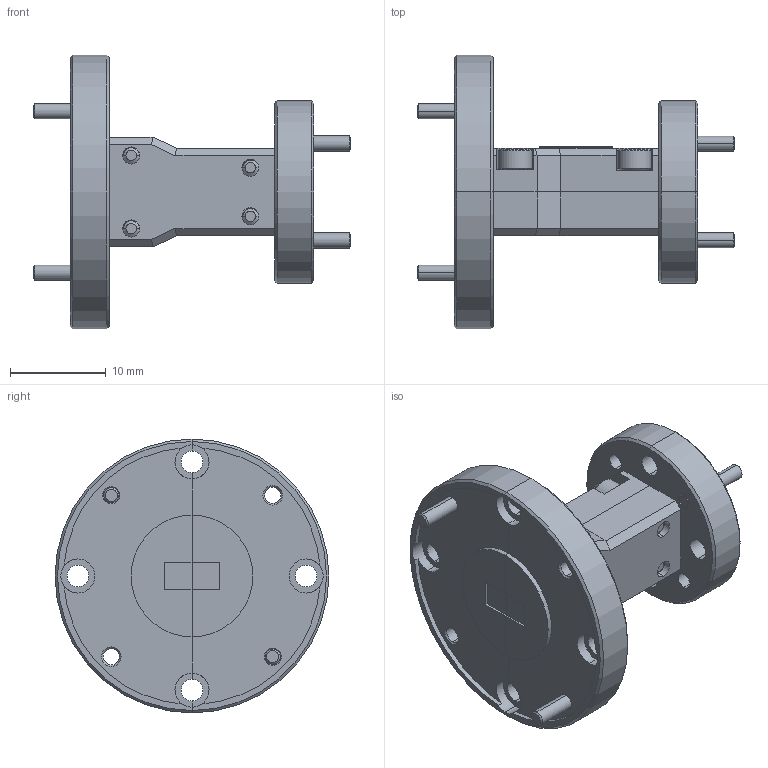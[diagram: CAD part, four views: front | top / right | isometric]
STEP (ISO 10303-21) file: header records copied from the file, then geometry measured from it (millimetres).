
FILE_DESCRIPTION (( 'STEP AP203' ), '1' );
FILE_NAME ('FP-DQ3-A.STEP', '2022-02-18T22:27:31', ( '' ), ( '' ), 'SwSTEP 2.0', 'SolidWorks 2021', '' );
FILE_SCHEMA (( 'CONFIG_CONTROL_DESIGN' ));
Products named in the file (1): FP-DQ3-A
Bounding box: 33.15 x 28.57 x 28.57 mm (x, y, z)
Volume: 4730.4 mm3; surface area: 5163.2 mm2
Topology: 17 solids, 17 shells, 1379 faces, 3701 edges, 2399 vertices
Faces by surface type: plane 497, cylinder 486, bspline 242, cone 154
Entity records: 59034 total; most frequent: CARTESIAN_POINT 27944, ORIENTED_EDGE 7362, DIRECTION 5209, EDGE_CURVE 3681, VERTEX_POINT 2399, VECTOR 2001, LINE 2001, AXIS2_PLACEMENT_3D 1604
